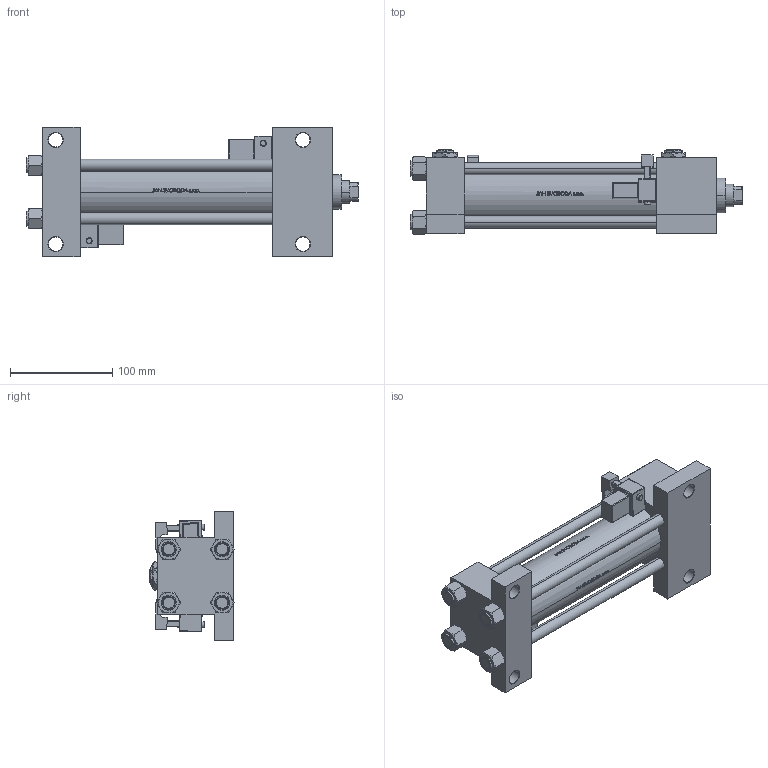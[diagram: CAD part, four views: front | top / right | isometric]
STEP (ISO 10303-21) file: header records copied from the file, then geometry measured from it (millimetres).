
FILE_DESCRIPTION (( 'STEP AP203' ), '1' );
FILE_NAME ('7dd8.STEP', '2022-05-13T12:47:52', ( '' ), ( '' ), 'SwSTEP 2.0', 'SolidWorks 2019', '' );
FILE_SCHEMA (( 'CONFIG_CONTROL_DESIGN' ));
Length unit declared in the file: millimetre
Products named in the file (8): V215CR_VCP_G a3f35407694bc5e1462e975c4b772bc7; Zatka_pro_OIL_PORT a3f35407694bc5e1462e975c4b772bc7; 7dd8; NUT_M5_G a3f35407694bc5e1462e975c4b772bc7; V215CR_MSU a3f35407694bc5e1462e975c4b772bc7; V215CR_G_TYCINKA a3f35407694bc5e1462e975c4b772bc7; V215_VC_A a3f35407694bc5e1462e975c4b772bc7; V215CR_G_Body a3f35407694bc5e1462e975c4b772bc7
Assembly tree (19 placements, depth 2):
  7dd8
    V215CR_G_Body a3f35407694bc5e1462e975c4b772bc7
    V215CR_VCP_G a3f35407694bc5e1462e975c4b772bc7
    V215CR_G_TYCINKA a3f35407694bc5e1462e975c4b772bc7  x6
    NUT_M5_G a3f35407694bc5e1462e975c4b772bc7  x6
    V215_VC_A a3f35407694bc5e1462e975c4b772bc7
    V215CR_MSU a3f35407694bc5e1462e975c4b772bc7  x2
    Zatka_pro_OIL_PORT a3f35407694bc5e1462e975c4b772bc7  x2
Bounding box: 325 x 82.27 x 127 mm (x, y, z)
Volume: 1035502.1 mm3; surface area: 270325.7 mm2
Topology: 19 solids, 19 shells, 1406 faces, 3466 edges, 2169 vertices
Faces by surface type: plane 554, bspline 380, cone 228, cylinder 196, torus 24, sphere 24
Entity records: 51215 total; most frequent: CARTESIAN_POINT 26678, ORIENTED_EDGE 5514, DIRECTION 3597, EDGE_CURVE 2757, VERTEX_POINT 1775, VECTOR 1425, LINE 1425, EDGE_LOOP 1192
